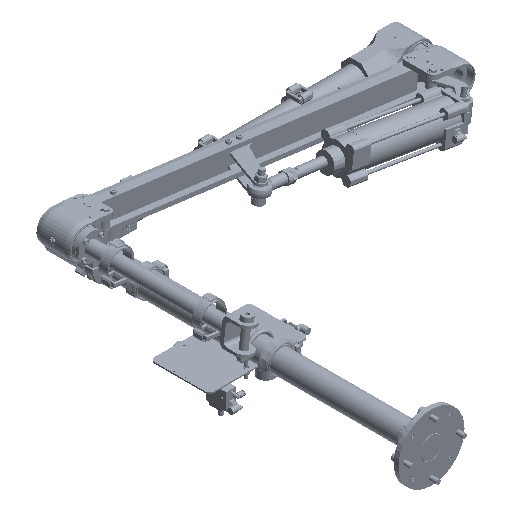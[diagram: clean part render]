
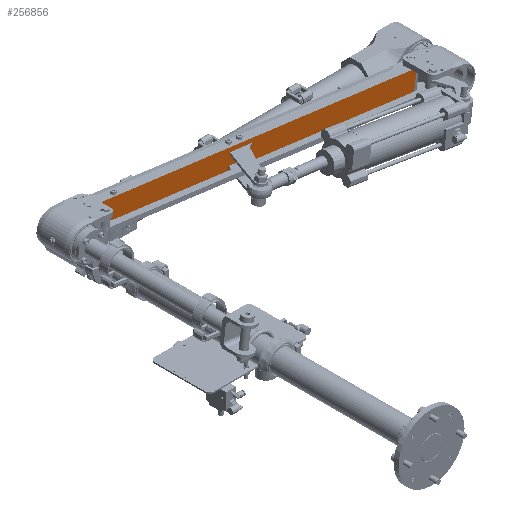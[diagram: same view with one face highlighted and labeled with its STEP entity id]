
A CAD part, isometric view. The second image highlights one B-rep face of the part: STEP entity #256856.
In plain terms, the highlighted planar face has unit normal (0, -1, 0).
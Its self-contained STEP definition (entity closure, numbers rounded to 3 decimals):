
#245301=DIRECTION('',(0.,0.,-1.));
#245302=VECTOR('',#245301,49.);
#245303=CARTESIAN_POINT('',(-375.,-15.,24.5));
#245304=LINE('',#245303,#245302);
#245593=DIRECTION('',(-1.,0.,0.));
#245594=VECTOR('',#245593,15.);
#245595=CARTESIAN_POINT('',(-360.,-15.,24.5));
#245596=LINE('',#245595,#245594);
#245631=DIRECTION('',(-1.,0.,0.));
#245632=VECTOR('',#245631,720.);
#245633=CARTESIAN_POINT('',(360.,-15.,25.));
#245634=LINE('',#245633,#245632);
#245735=DIRECTION('',(0.,0.,1.));
#245736=VECTOR('',#245735,0.5);
#245737=CARTESIAN_POINT('',(360.,-15.,24.5));
#245738=LINE('',#245737,#245736);
#245767=DIRECTION('',(0.,0.,1.));
#245768=VECTOR('',#245767,0.5);
#245769=CARTESIAN_POINT('',(-360.,-15.,24.5));
#245770=LINE('',#245769,#245768);
#245771=DIRECTION('',(1.,0.,0.));
#245772=VECTOR('',#245771,15.);
#245773=CARTESIAN_POINT('',(360.,-15.,24.5));
#245774=LINE('',#245773,#245772);
#245775=DIRECTION('',(0.,0.,-1.));
#245776=VECTOR('',#245775,0.5);
#245777=CARTESIAN_POINT('',(360.,-15.,-24.5));
#245778=LINE('',#245777,#245776);
#245779=DIRECTION('',(-1.,0.,0.));
#245780=VECTOR('',#245779,720.);
#245781=CARTESIAN_POINT('',(360.,-15.,-25.));
#245782=LINE('',#245781,#245780);
#245783=DIRECTION('',(-1.,0.,0.));
#245784=VECTOR('',#245783,15.);
#245785=CARTESIAN_POINT('',(-360.,-15.,-24.5));
#245786=LINE('',#245785,#245784);
#245787=DIRECTION('',(1.,0.,0.));
#245788=VECTOR('',#245787,50.);
#245789=CARTESIAN_POINT('',(1.5,-15.,-10.5));
#245790=LINE('',#245789,#245788);
#245791=DIRECTION('',(1.,0.,0.));
#245792=VECTOR('',#245791,50.);
#245793=CARTESIAN_POINT('',(1.5,-15.,10.5));
#245794=LINE('',#245793,#245792);
#245803=DIRECTION('',(0.,0.,1.));
#245804=VECTOR('',#245803,49.);
#245805=CARTESIAN_POINT('',(375.,-15.,-24.5));
#245806=LINE('',#245805,#245804);
#246250=DIRECTION('',(1.,0.,0.));
#246251=VECTOR('',#246250,15.);
#246252=CARTESIAN_POINT('',(360.,-15.,-24.5));
#246253=LINE('',#246252,#246251);
#246386=DIRECTION('',(0.,0.,-1.));
#246387=VECTOR('',#246386,0.5);
#246388=CARTESIAN_POINT('',(-360.,-15.,-24.5));
#246389=LINE('',#246388,#246387);
#246795=DIRECTION('',(0.,0.,1.));
#246796=VECTOR('',#246795,5.);
#246797=CARTESIAN_POINT('',(1.5,-15.,10.5));
#246798=LINE('',#246797,#246796);
#246799=DIRECTION('',(1.,0.,0.));
#246800=VECTOR('',#246799,50.);
#246801=CARTESIAN_POINT('',(1.5,-15.,15.5));
#246802=LINE('',#246801,#246800);
#246831=DIRECTION('',(0.,0.,1.));
#246832=VECTOR('',#246831,5.);
#246833=CARTESIAN_POINT('',(51.5,-15.,10.5));
#246834=LINE('',#246833,#246832);
#247512=DIRECTION('',(0.,0.,1.));
#247513=VECTOR('',#247512,5.);
#247514=CARTESIAN_POINT('',(51.5,-15.,-15.5));
#247515=LINE('',#247514,#247513);
#247541=DIRECTION('',(1.,0.,0.));
#247542=VECTOR('',#247541,50.);
#247543=CARTESIAN_POINT('',(1.5,-15.,-15.5));
#247544=LINE('',#247543,#247542);
#251422=DIRECTION('',(0.,0.,1.));
#251423=VECTOR('',#251422,5.);
#251424=CARTESIAN_POINT('',(1.5,-15.,-15.5));
#251425=LINE('',#251424,#251423);
#254827=CARTESIAN_POINT('',(-360.,-15.,-25.));
#254828=VERTEX_POINT('',#254827);
#254829=CARTESIAN_POINT('',(360.,-15.,-25.));
#254830=VERTEX_POINT('',#254829);
#254833=CARTESIAN_POINT('',(-360.,-15.,24.5));
#254834=CARTESIAN_POINT('',(-360.,-15.,25.));
#254835=VERTEX_POINT('',#254833);
#254836=VERTEX_POINT('',#254834);
#254837=CARTESIAN_POINT('',(360.,-15.,25.));
#254838=VERTEX_POINT('',#254837);
#254839=CARTESIAN_POINT('',(360.,-15.,24.5));
#254840=VERTEX_POINT('',#254839);
#254841=CARTESIAN_POINT('',(375.,-15.,24.5));
#254842=VERTEX_POINT('',#254841);
#254843=CARTESIAN_POINT('',(375.,-15.,-24.5));
#254844=VERTEX_POINT('',#254843);
#254845=CARTESIAN_POINT('',(360.,-15.,-24.5));
#254846=VERTEX_POINT('',#254845);
#254847=CARTESIAN_POINT('',(-360.,-15.,-24.5));
#254848=VERTEX_POINT('',#254847);
#254849=CARTESIAN_POINT('',(-375.,-15.,-24.5));
#254850=VERTEX_POINT('',#254849);
#254851=CARTESIAN_POINT('',(-375.,-15.,24.5));
#254852=VERTEX_POINT('',#254851);
#256065=CARTESIAN_POINT('',(1.5,-15.,15.5));
#256066=CARTESIAN_POINT('',(51.5,-15.,15.5));
#256067=VERTEX_POINT('',#256065);
#256068=VERTEX_POINT('',#256066);
#256069=CARTESIAN_POINT('',(1.5,-15.,10.5));
#256070=VERTEX_POINT('',#256069);
#256071=CARTESIAN_POINT('',(51.5,-15.,10.5));
#256072=VERTEX_POINT('',#256071);
#256073=CARTESIAN_POINT('',(1.5,-15.,-15.5));
#256074=CARTESIAN_POINT('',(51.5,-15.,-15.5));
#256075=VERTEX_POINT('',#256073);
#256076=VERTEX_POINT('',#256074);
#256077=CARTESIAN_POINT('',(1.5,-15.,-10.5));
#256078=VERTEX_POINT('',#256077);
#256079=CARTESIAN_POINT('',(51.5,-15.,-10.5));
#256080=VERTEX_POINT('',#256079);
#256812=CARTESIAN_POINT('',(-375.,-15.,-25.));
#256813=DIRECTION('',(0.,-1.,0.));
#256814=DIRECTION('',(1.,0.,0.));
#256815=AXIS2_PLACEMENT_3D('',#256812,#256813,#256814);
#256816=PLANE('',#256815);
#256817=ORIENTED_EDGE('',*,*,#256664,.T.);
#256818=ORIENTED_EDGE('',*,*,#256681,.F.);
#256819=ORIENTED_EDGE('',*,*,#256785,.F.);
#256820=ORIENTED_EDGE('',*,*,#256795,.T.);
#256822=ORIENTED_EDGE('',*,*,#256821,.F.);
#256824=ORIENTED_EDGE('',*,*,#256823,.F.);
#256826=ORIENTED_EDGE('',*,*,#256825,.T.);
#256827=ORIENTED_EDGE('',*,*,#256241,.T.);
#256829=ORIENTED_EDGE('',*,*,#256828,.F.);
#256831=ORIENTED_EDGE('',*,*,#256830,.T.);
#256832=ORIENTED_EDGE('',*,*,#256450,.F.);
#256833=ORIENTED_EDGE('',*,*,#256646,.F.);
#256834=EDGE_LOOP('',(#256817,#256818,#256819,#256820,#256822,#256824,#256826,
#256827,#256829,#256831,#256832,#256833));
#256835=FACE_OUTER_BOUND('',#256834,.F.);
#256837=ORIENTED_EDGE('',*,*,#256836,.F.);
#256839=ORIENTED_EDGE('',*,*,#256838,.F.);
#256841=ORIENTED_EDGE('',*,*,#256840,.T.);
#256843=ORIENTED_EDGE('',*,*,#256842,.T.);
#256844=EDGE_LOOP('',(#256837,#256839,#256841,#256843));
#256845=FACE_BOUND('',#256844,.F.);
#256847=ORIENTED_EDGE('',*,*,#256846,.T.);
#256849=ORIENTED_EDGE('',*,*,#256848,.T.);
#256851=ORIENTED_EDGE('',*,*,#256850,.F.);
#256853=ORIENTED_EDGE('',*,*,#256852,.F.);
#256854=EDGE_LOOP('',(#256847,#256849,#256851,#256853));
#256855=FACE_BOUND('',#256854,.F.);
#256856=ADVANCED_FACE('',(#256835,#256845,#256855),#256816,.T.);
#256241=EDGE_CURVE('',#254830,#254828,#245782,.T.);
#256450=EDGE_CURVE('',#254852,#254850,#245304,.T.);
#256646=EDGE_CURVE('',#254835,#254852,#245596,.T.);
#256664=EDGE_CURVE('',#254835,#254836,#245770,.T.);
#256681=EDGE_CURVE('',#254838,#254836,#245634,.T.);
#256785=EDGE_CURVE('',#254840,#254838,#245738,.T.);
#256795=EDGE_CURVE('',#254840,#254842,#245774,.T.);
#256821=EDGE_CURVE('',#254844,#254842,#245806,.T.);
#256823=EDGE_CURVE('',#254846,#254844,#246253,.T.);
#256825=EDGE_CURVE('',#254846,#254830,#245778,.T.);
#256828=EDGE_CURVE('',#254848,#254828,#246389,.T.);
#256830=EDGE_CURVE('',#254848,#254850,#245786,.T.);
#256836=EDGE_CURVE('',#256078,#256080,#245790,.T.);
#256838=EDGE_CURVE('',#256075,#256078,#251425,.T.);
#256840=EDGE_CURVE('',#256075,#256076,#247544,.T.);
#256842=EDGE_CURVE('',#256076,#256080,#247515,.T.);
#256846=EDGE_CURVE('',#256070,#256072,#245794,.T.);
#256848=EDGE_CURVE('',#256072,#256068,#246834,.T.);
#256850=EDGE_CURVE('',#256067,#256068,#246802,.T.);
#256852=EDGE_CURVE('',#256070,#256067,#246798,.T.);
